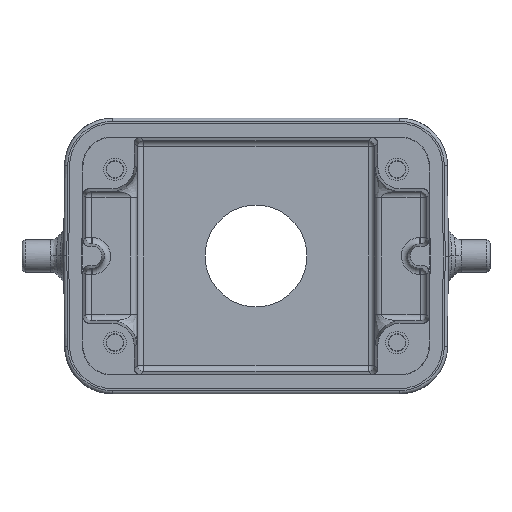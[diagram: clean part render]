
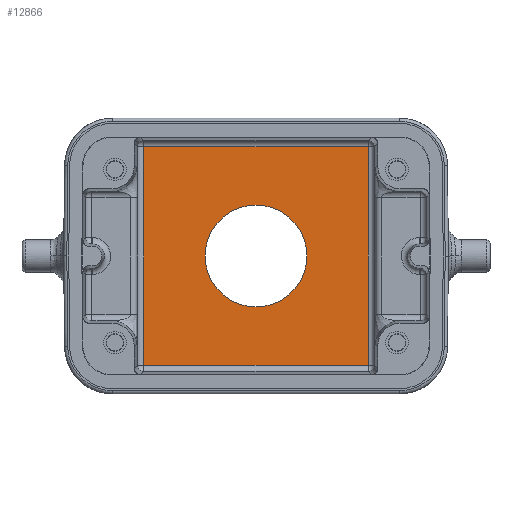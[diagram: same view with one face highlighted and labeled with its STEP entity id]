
A CAD part, front view. The second image highlights one B-rep face of the part: STEP entity #12866.
In plain terms, the highlighted planar face has unit normal (0, -1, 0).
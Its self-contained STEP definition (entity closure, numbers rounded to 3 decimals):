
#2263=CARTESIAN_POINT('',(0.,37.,0.));
#2264=DIRECTION('',(0.,-1.,0.));
#2265=DIRECTION('',(0.,0.,-1.));
#2266=AXIS2_PLACEMENT_3D('',#2263,#2264,#2265);
#2271=CARTESIAN_POINT('',(0.,37.,0.));
#2272=DIRECTION('',(0.,-1.,0.));
#2273=DIRECTION('',(0.,0.,1.));
#2274=AXIS2_PLACEMENT_3D('',#2271,#2272,#2273);
#2279=DIRECTION('',(1.,0.,0.));
#2280=VECTOR('',#2279,35.064);
#2281=CARTESIAN_POINT('',(-17.532,37.,-17.032));
#2282=LINE('',#2281,#2280);
#3979=DIRECTION('',(-1.,0.,0.));
#3980=VECTOR('',#3979,35.064);
#3981=CARTESIAN_POINT('',(17.532,37.,17.032));
#3982=LINE('',#3981,#3980);
#4017=DIRECTION('',(0.,0.,1.));
#4018=VECTOR('',#4017,34.064);
#4019=CARTESIAN_POINT('',(17.532,37.,-17.032));
#4020=LINE('',#4019,#4018);
#4031=DIRECTION('',(0.,0.,-1.));
#4032=VECTOR('',#4031,34.064);
#4033=CARTESIAN_POINT('',(-17.532,37.,17.032));
#4034=LINE('',#4033,#4032);
#9389=CARTESIAN_POINT('',(-17.532,37.,17.032));
#9390=VERTEX_POINT('',#9389);
#9391=CARTESIAN_POINT('',(17.532,37.,17.032));
#9392=VERTEX_POINT('',#9391);
#9393=CARTESIAN_POINT('',(-17.532,37.,-17.032));
#9394=CARTESIAN_POINT('',(17.532,37.,-17.032));
#9395=VERTEX_POINT('',#9393);
#9396=VERTEX_POINT('',#9394);
#9397=CARTESIAN_POINT('',(0.,37.,-7.95));
#9398=CARTESIAN_POINT('',(0.,37.,7.95));
#9399=VERTEX_POINT('',#9397);
#9400=VERTEX_POINT('',#9398);
#12846=CARTESIAN_POINT('',(0.,37.,0.));
#12847=DIRECTION('',(0.,-1.,0.));
#12848=DIRECTION('',(1.,0.,0.));
#12849=AXIS2_PLACEMENT_3D('',#12846,#12847,#12848);
#12850=PLANE('',#12849);
#12852=ORIENTED_EDGE('',*,*,#12851,.F.);
#12854=ORIENTED_EDGE('',*,*,#12853,.F.);
#12856=ORIENTED_EDGE('',*,*,#12855,.F.);
#12858=ORIENTED_EDGE('',*,*,#12857,.F.);
#12859=EDGE_LOOP('',(#12852,#12854,#12856,#12858));
#12860=FACE_OUTER_BOUND('',#12859,.F.);
#12861=ORIENTED_EDGE('',*,*,#12836,.T.);
#12863=ORIENTED_EDGE('',*,*,#12862,.T.);
#12864=EDGE_LOOP('',(#12861,#12863));
#12865=FACE_BOUND('',#12864,.F.);
#2267=CIRCLE('',#2266,7.95);
#2275=CIRCLE('',#2274,7.95);
#12836=EDGE_CURVE('',#9399,#9400,#2267,.T.);
#12851=EDGE_CURVE('',#9395,#9396,#2282,.T.);
#12853=EDGE_CURVE('',#9390,#9395,#4034,.T.);
#12855=EDGE_CURVE('',#9392,#9390,#3982,.T.);
#12857=EDGE_CURVE('',#9396,#9392,#4020,.T.);
#12862=EDGE_CURVE('',#9400,#9399,#2275,.T.);
#12866=ADVANCED_FACE('',(#12860,#12865),#12850,.T.);
